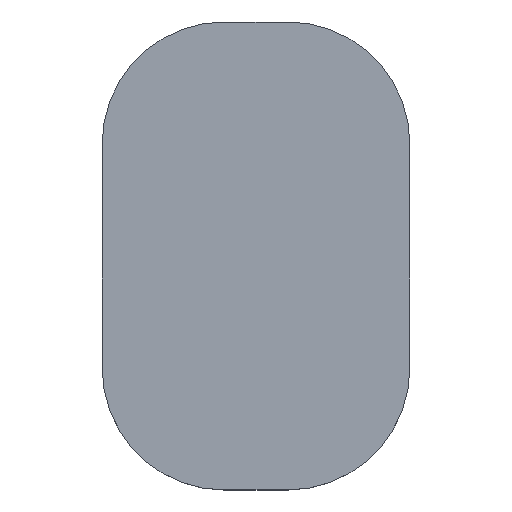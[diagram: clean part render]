
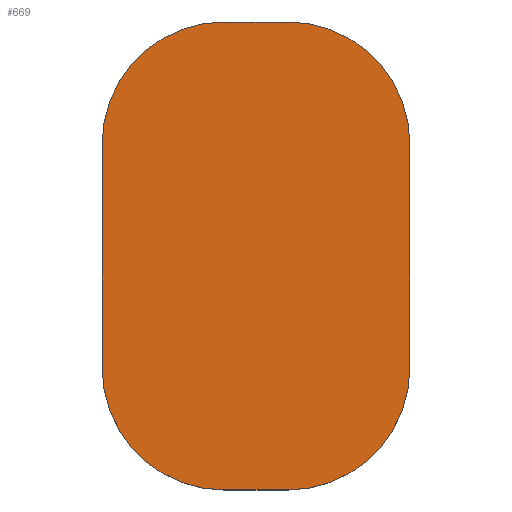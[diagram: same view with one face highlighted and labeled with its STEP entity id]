
A CAD part, top view. The second image highlights one B-rep face of the part: STEP entity #669.
In plain terms, the highlighted planar face has unit normal (0, 0, 1).
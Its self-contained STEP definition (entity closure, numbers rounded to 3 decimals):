
#6 = DIRECTION ( 'NONE',  ( 0., 0., -1. ) ) ;
#37 = EDGE_CURVE ( 'NONE', #666, #313, #440, .T. ) ;
#40 = CARTESIAN_POINT ( 'NONE',  ( -5.4, 22.8, 0.63 ) ) ;
#58 = ORIENTED_EDGE ( 'NONE', *, *, #636, .F. ) ;
#59 = DIRECTION ( 'NONE',  ( 0., 1., 0. ) ) ;
#70 = CIRCLE ( 'NONE', #354, 1.9 ) ;
#73 = VECTOR ( 'NONE', #59, 1000. ) ;
#104 = AXIS2_PLACEMENT_3D ( 'NONE', #476, #655, #335 ) ;
#110 = ORIENTED_EDGE ( 'NONE', *, *, #566, .F. ) ;
#121 = CARTESIAN_POINT ( 'NONE',  ( -2.5, 17.4, 0.63 ) ) ;
#153 = CARTESIAN_POINT ( 'NONE',  ( -0.6, 22.8, 0.63 ) ) ;
#166 = CARTESIAN_POINT ( 'NONE',  ( -3.5, 17.4, 0.63 ) ) ;
#168 = CARTESIAN_POINT ( 'NONE',  ( -3.5, 17.4, 0.63 ) ) ;
#177 = DIRECTION ( 'NONE',  ( -1., 0., 0. ) ) ;
#189 = EDGE_CURVE ( 'NONE', #568, #363, #717, .T. ) ;
#206 = LINE ( 'NONE', #344, #576 ) ;
#222 = FACE_OUTER_BOUND ( 'NONE', #231, .T. ) ;
#229 = ORIENTED_EDGE ( 'NONE', *, *, #326, .F. ) ;
#231 = EDGE_LOOP ( 'NONE', ( #742, #398, #58, #648, #657, #110, #541, #229 ) ) ;
#247 = VECTOR ( 'NONE', #177, 1000. ) ;
#275 = PLANE ( 'NONE',  #694 ) ;
#276 = DIRECTION ( 'NONE',  ( 0., 0., -1. ) ) ;
#281 = DIRECTION ( 'NONE',  ( 1., 0., 0. ) ) ;
#311 = VERTEX_POINT ( 'NONE', #153 ) ;
#313 = VERTEX_POINT ( 'NONE', #338 ) ;
#317 = EDGE_CURVE ( 'NONE', #587, #311, #70, .T. ) ;
#326 = EDGE_CURVE ( 'NONE', #661, #666, #438, .T. ) ;
#328 = CARTESIAN_POINT ( 'NONE',  ( -0.6, 19.3, 0.63 ) ) ;
#335 = DIRECTION ( 'NONE',  ( 0., 1., 0. ) ) ;
#338 = CARTESIAN_POINT ( 'NONE',  ( -5.4, 22.8, 0.63 ) ) ;
#342 = CARTESIAN_POINT ( 'NONE',  ( -5.4, 19.3, 0.63 ) ) ;
#344 = CARTESIAN_POINT ( 'NONE',  ( -2.5, 24.7, 0.63 ) ) ;
#353 = EDGE_CURVE ( 'NONE', #644, #587, #206, .T. ) ;
#354 = AXIS2_PLACEMENT_3D ( 'NONE', #396, #276, #646 ) ;
#363 = VERTEX_POINT ( 'NONE', #121 ) ;
#369 = AXIS2_PLACEMENT_3D ( 'NONE', #631, #6, #692 ) ;
#396 = CARTESIAN_POINT ( 'NONE',  ( -2.5, 22.8, 0.63 ) ) ;
#398 = ORIENTED_EDGE ( 'NONE', *, *, #189, .F. ) ;
#399 = DIRECTION ( 'NONE',  ( 0., 0., -1. ) ) ;
#438 = CIRCLE ( 'NONE', #104, 1.9 ) ;
#440 = LINE ( 'NONE', #40, #73 ) ;
#459 = CARTESIAN_POINT ( 'NONE',  ( -2.5, 24.7, 0.63 ) ) ;
#470 = EDGE_CURVE ( 'NONE', #363, #661, #734, .T. ) ;
#476 = CARTESIAN_POINT ( 'NONE',  ( -3.5, 19.3, 0.63 ) ) ;
#492 = CIRCLE ( 'NONE', #654, 1.9 ) ;
#539 = LINE ( 'NONE', #602, #685 ) ;
#541 = ORIENTED_EDGE ( 'NONE', *, *, #37, .F. ) ;
#566 = EDGE_CURVE ( 'NONE', #313, #644, #492, .T. ) ;
#568 = VERTEX_POINT ( 'NONE', #328 ) ;
#576 = VECTOR ( 'NONE', #281, 1000. ) ;
#587 = VERTEX_POINT ( 'NONE', #459 ) ;
#602 = CARTESIAN_POINT ( 'NONE',  ( -0.6, 19.3, 0.63 ) ) ;
#631 = CARTESIAN_POINT ( 'NONE',  ( -2.5, 19.3, 0.63 ) ) ;
#636 = EDGE_CURVE ( 'NONE', #311, #568, #539, .T. ) ;
#637 = CARTESIAN_POINT ( 'NONE',  ( -3.5, 22.8, 0.63 ) ) ;
#644 = VERTEX_POINT ( 'NONE', #667 ) ;
#646 = DIRECTION ( 'NONE',  ( 0., 1., 0. ) ) ;
#648 = ORIENTED_EDGE ( 'NONE', *, *, #317, .F. ) ;
#649 = DIRECTION ( 'NONE',  ( 0., 1., 0. ) ) ;
#652 = DIRECTION ( 'NONE',  ( 0., -1., 0. ) ) ;
#654 = AXIS2_PLACEMENT_3D ( 'NONE', #637, #399, #649 ) ;
#655 = DIRECTION ( 'NONE',  ( 0., 0., -1. ) ) ;
#657 = ORIENTED_EDGE ( 'NONE', *, *, #353, .F. ) ;
#661 = VERTEX_POINT ( 'NONE', #168 ) ;
#666 = VERTEX_POINT ( 'NONE', #342 ) ;
#667 = CARTESIAN_POINT ( 'NONE',  ( -3.5, 24.7, 0.63 ) ) ;
#669 = ADVANCED_FACE ( 'NONE', ( #222 ), #275, .F. ) ;
#685 = VECTOR ( 'NONE', #785, 1000. ) ;
#692 = DIRECTION ( 'NONE',  ( 0., 1., 0. ) ) ;
#694 = AXIS2_PLACEMENT_3D ( 'NONE', #728, #716, #652 ) ;
#716 = DIRECTION ( 'NONE',  ( 0., 0., -1. ) ) ;
#717 = CIRCLE ( 'NONE', #369, 1.9 ) ;
#728 = CARTESIAN_POINT ( 'NONE',  ( -1., 0., 0.63 ) ) ;
#734 = LINE ( 'NONE', #166, #247 ) ;
#742 = ORIENTED_EDGE ( 'NONE', *, *, #470, .F. ) ;
#785 = DIRECTION ( 'NONE',  ( 0., -1., 0. ) ) ;
